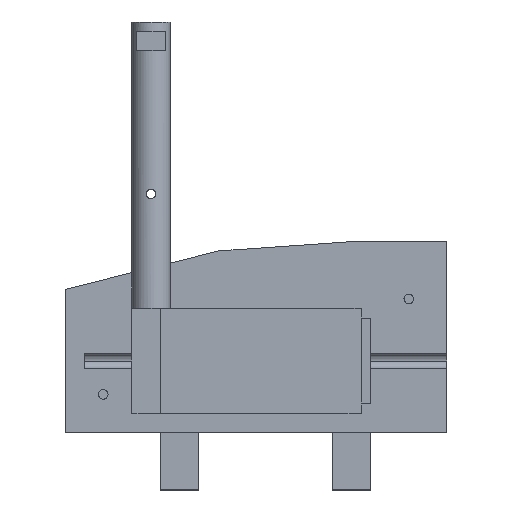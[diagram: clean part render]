
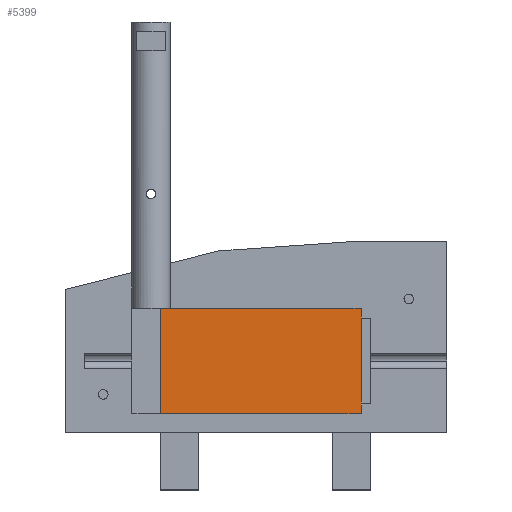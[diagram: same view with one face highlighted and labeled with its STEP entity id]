
A CAD part, top view. The second image highlights one B-rep face of the part: STEP entity #5399.
In plain terms, the highlighted planar face has unit normal (0, 0, 1).
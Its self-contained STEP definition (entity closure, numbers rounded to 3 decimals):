
#1431 = PLANE('',#1432);
#1432 = AXIS2_PLACEMENT_3D('',#1433,#1434,#1435);
#1433 = CARTESIAN_POINT('',(31.,2.,22.));
#1434 = DIRECTION('',(1.,0.,0.));
#1435 = DIRECTION('',(0.,0.,1.));
#1457 = PLANE('',#1458);
#1458 = AXIS2_PLACEMENT_3D('',#1459,#1460,#1461);
#1459 = CARTESIAN_POINT('',(10.,2.,22.));
#1460 = DIRECTION('',(0.,1.,0.));
#1461 = DIRECTION('',(0.,0.,1.));
#1691 = PLANE('',#1692);
#1692 = AXIS2_PLACEMENT_3D('',#1693,#1694,#1695);
#1693 = CARTESIAN_POINT('',(10.,13.,22.));
#1694 = DIRECTION('',(0.,1.,0.));
#1695 = DIRECTION('',(0.,0.,1.));
#3346 = VERTEX_POINT('',#3347);
#3347 = CARTESIAN_POINT('',(31.,2.,22.));
#3368 = EDGE_CURVE('',#3369,#3346,#3371,.T.);
#3369 = VERTEX_POINT('',#3370);
#3370 = CARTESIAN_POINT('',(10.,2.,22.));
#3371 = SURFACE_CURVE('',#3372,(#3376,#3383),.PCURVE_S1.);
#3372 = LINE('',#3373,#3374);
#3373 = CARTESIAN_POINT('',(10.,2.,22.));
#3374 = VECTOR('',#3375,1.);
#3375 = DIRECTION('',(1.,0.,0.));
#3376 = PCURVE('',#1457,#3377);
#3377 = DEFINITIONAL_REPRESENTATION('',(#3378),#3382);
#3378 = LINE('',#3379,#3380);
#3379 = CARTESIAN_POINT('',(0.,0.));
#3380 = VECTOR('',#3381,1.);
#3381 = DIRECTION('',(0.,1.));
#3382 = ( GEOMETRIC_REPRESENTATION_CONTEXT(2) 
PARAMETRIC_REPRESENTATION_CONTEXT() REPRESENTATION_CONTEXT('2D SPACE',''
  ) );
#3383 = PCURVE('',#3384,#3389);
#3384 = PLANE('',#3385);
#3385 = AXIS2_PLACEMENT_3D('',#3386,#3387,#3388);
#3386 = CARTESIAN_POINT('',(10.,2.,22.));
#3387 = DIRECTION('',(0.,0.,1.));
#3388 = DIRECTION('',(1.,0.,0.));
#3389 = DEFINITIONAL_REPRESENTATION('',(#3390),#3394);
#3390 = LINE('',#3391,#3392);
#3391 = CARTESIAN_POINT('',(0.,0.));
#3392 = VECTOR('',#3393,1.);
#3393 = DIRECTION('',(1.,0.));
#3394 = ( GEOMETRIC_REPRESENTATION_CONTEXT(2) 
PARAMETRIC_REPRESENTATION_CONTEXT() REPRESENTATION_CONTEXT('2D SPACE',''
  ) );
#3410 = PLANE('',#3411);
#3411 = AXIS2_PLACEMENT_3D('',#3412,#3413,#3414);
#3412 = CARTESIAN_POINT('',(10.,2.,22.));
#3413 = DIRECTION('',(1.,0.,0.));
#3414 = DIRECTION('',(0.,0.,1.));
#3429 = EDGE_CURVE('',#3346,#3430,#3432,.T.);
#3430 = VERTEX_POINT('',#3431);
#3431 = CARTESIAN_POINT('',(31.,13.,22.));
#3432 = SURFACE_CURVE('',#3433,(#3437,#3444),.PCURVE_S1.);
#3433 = LINE('',#3434,#3435);
#3434 = CARTESIAN_POINT('',(31.,2.,22.));
#3435 = VECTOR('',#3436,1.);
#3436 = DIRECTION('',(0.,1.,0.));
#3437 = PCURVE('',#1431,#3438);
#3438 = DEFINITIONAL_REPRESENTATION('',(#3439),#3443);
#3439 = LINE('',#3440,#3441);
#3440 = CARTESIAN_POINT('',(0.,0.));
#3441 = VECTOR('',#3442,1.);
#3442 = DIRECTION('',(0.,-1.));
#3443 = ( GEOMETRIC_REPRESENTATION_CONTEXT(2) 
PARAMETRIC_REPRESENTATION_CONTEXT() REPRESENTATION_CONTEXT('2D SPACE',''
  ) );
#3444 = PCURVE('',#3384,#3445);
#3445 = DEFINITIONAL_REPRESENTATION('',(#3446),#3450);
#3446 = LINE('',#3447,#3448);
#3447 = CARTESIAN_POINT('',(21.,0.));
#3448 = VECTOR('',#3449,1.);
#3449 = DIRECTION('',(0.,1.));
#3450 = ( GEOMETRIC_REPRESENTATION_CONTEXT(2) 
PARAMETRIC_REPRESENTATION_CONTEXT() REPRESENTATION_CONTEXT('2D SPACE',''
  ) );
#3574 = EDGE_CURVE('',#3575,#3430,#3577,.T.);
#3575 = VERTEX_POINT('',#3576);
#3576 = CARTESIAN_POINT('',(10.,13.,22.));
#3577 = SURFACE_CURVE('',#3578,(#3582,#3589),.PCURVE_S1.);
#3578 = LINE('',#3579,#3580);
#3579 = CARTESIAN_POINT('',(10.,13.,22.));
#3580 = VECTOR('',#3581,1.);
#3581 = DIRECTION('',(1.,0.,0.));
#3582 = PCURVE('',#1691,#3583);
#3583 = DEFINITIONAL_REPRESENTATION('',(#3584),#3588);
#3584 = LINE('',#3585,#3586);
#3585 = CARTESIAN_POINT('',(0.,0.));
#3586 = VECTOR('',#3587,1.);
#3587 = DIRECTION('',(0.,1.));
#3588 = ( GEOMETRIC_REPRESENTATION_CONTEXT(2) 
PARAMETRIC_REPRESENTATION_CONTEXT() REPRESENTATION_CONTEXT('2D SPACE',''
  ) );
#3589 = PCURVE('',#3384,#3590);
#3590 = DEFINITIONAL_REPRESENTATION('',(#3591),#3595);
#3591 = LINE('',#3592,#3593);
#3592 = CARTESIAN_POINT('',(0.,11.));
#3593 = VECTOR('',#3594,1.);
#3594 = DIRECTION('',(1.,0.));
#3595 = ( GEOMETRIC_REPRESENTATION_CONTEXT(2) 
PARAMETRIC_REPRESENTATION_CONTEXT() REPRESENTATION_CONTEXT('2D SPACE',''
  ) );
#5377 = EDGE_CURVE('',#3369,#3575,#5378,.T.);
#5378 = SURFACE_CURVE('',#5379,(#5383,#5390),.PCURVE_S1.);
#5379 = LINE('',#5380,#5381);
#5380 = CARTESIAN_POINT('',(10.,2.,22.));
#5381 = VECTOR('',#5382,1.);
#5382 = DIRECTION('',(0.,1.,0.));
#5383 = PCURVE('',#3410,#5384);
#5384 = DEFINITIONAL_REPRESENTATION('',(#5385),#5389);
#5385 = LINE('',#5386,#5387);
#5386 = CARTESIAN_POINT('',(0.,0.));
#5387 = VECTOR('',#5388,1.);
#5388 = DIRECTION('',(0.,-1.));
#5389 = ( GEOMETRIC_REPRESENTATION_CONTEXT(2) 
PARAMETRIC_REPRESENTATION_CONTEXT() REPRESENTATION_CONTEXT('2D SPACE',''
  ) );
#5390 = PCURVE('',#3384,#5391);
#5391 = DEFINITIONAL_REPRESENTATION('',(#5392),#5396);
#5392 = LINE('',#5393,#5394);
#5393 = CARTESIAN_POINT('',(0.,0.));
#5394 = VECTOR('',#5395,1.);
#5395 = DIRECTION('',(0.,1.));
#5396 = ( GEOMETRIC_REPRESENTATION_CONTEXT(2) 
PARAMETRIC_REPRESENTATION_CONTEXT() REPRESENTATION_CONTEXT('2D SPACE',''
  ) );
#5399 = ADVANCED_FACE('',(#5400),#3384,.T.);
#5400 = FACE_BOUND('',#5401,.T.);
#5401 = EDGE_LOOP('',(#5402,#5403,#5404,#5405));
#5402 = ORIENTED_EDGE('',*,*,#5377,.F.);
#5403 = ORIENTED_EDGE('',*,*,#3368,.T.);
#5404 = ORIENTED_EDGE('',*,*,#3429,.T.);
#5405 = ORIENTED_EDGE('',*,*,#3574,.F.);
